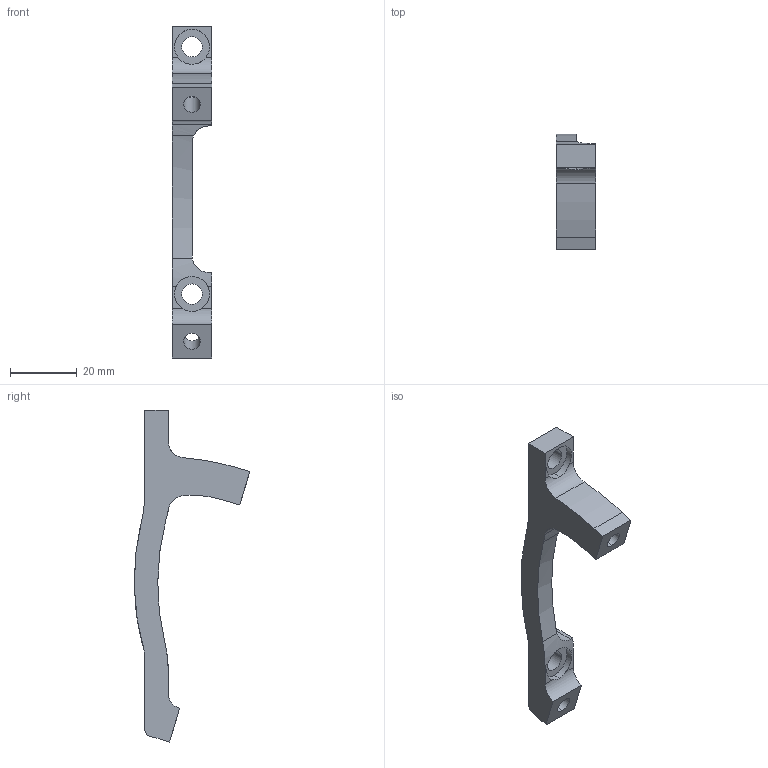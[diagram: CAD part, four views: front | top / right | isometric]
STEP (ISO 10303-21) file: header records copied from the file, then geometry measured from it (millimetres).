
FILE_DESCRIPTION((''),'2;1');
FILE_NAME('20-5018-137-000','2023-10-12T09:12:08',('pmedalie'),('SRAM CORPORATION'),'CREO PARAMETRIC BY PTC INC, 2022364','CREO PARAMETRIC BY PTC INC, 2022364','');
FILE_SCHEMA(('CONFIG_CONTROL_DESIGN'));
Length unit declared in the file: millimetre
Products named in the file (1): 20-5018-137-000
Bounding box: 12 x 34.68 x 99.66 mm (x, y, z)
Volume: 8821 mm3; surface area: 5170.1 mm2
Topology: 1 solids, 1 shells, 615 faces, 1744 edges, 1161 vertices
Faces by surface type: plane 587, cylinder 26, cone 2
Entity records: 19682 total; most frequent: CARTESIAN_POINT 3628, ORIENTED_EDGE 3484, DIRECTION 3002, EDGE_CURVE 1742, VECTOR 1680, LINE 1680, VERTEX_POINT 1161, AXIS2_PLACEMENT_3D 661
